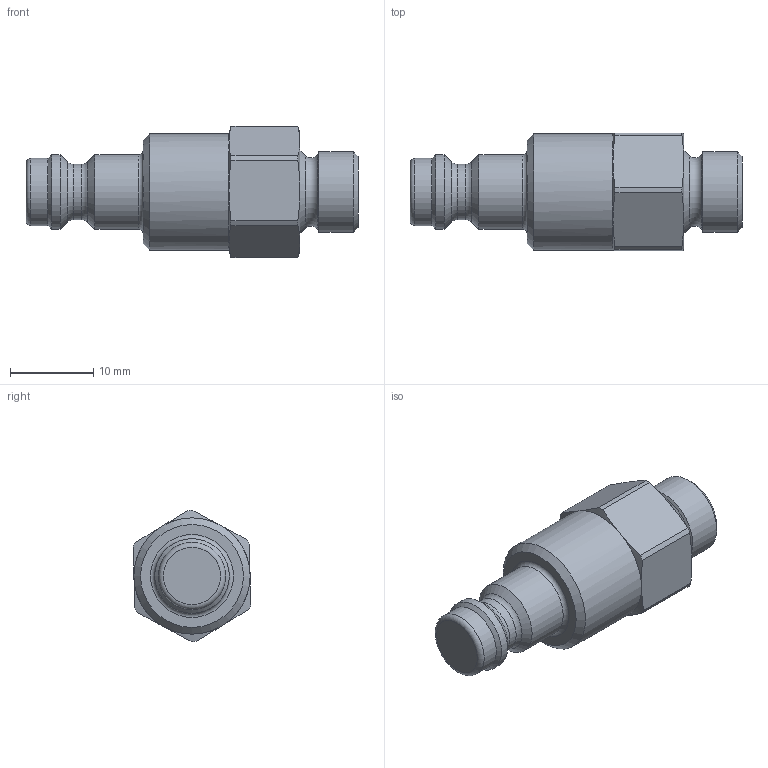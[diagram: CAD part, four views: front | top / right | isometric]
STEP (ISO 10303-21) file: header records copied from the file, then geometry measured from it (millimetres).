
FILE_DESCRIPTION((''),'2;1');
FILE_NAME('21sbaw10evx.stp','2012-12-06T09:47:31',('IA176480'),(''),'Autodesk Inventor 2011','Autodesk Inventor 2011','');
FILE_SCHEMA(('AUTOMOTIVE_DESIGN { 1 0 10303 214 1 1 1 1 }'));
Length unit declared in the file: millimetre
Products named in the file (1): D105249
Bounding box: 40 x 14.19 x 15.8 mm (x, y, z)
Volume: 4233.8 mm3; surface area: 2038.7 mm2
Topology: 1 solids, 3 shells, 56 faces, 120 edges, 71 vertices
Faces by surface type: cone 21, cylinder 16, plane 13, torus 6
Full cylindrical faces by diameter (mm): 6.7 x1, 8.1 x1, 9 x2, 9.728 x1, 10.939 x2, 12 x2, 14 x1
Entity records: 1399 total; most frequent: CARTESIAN_POINT 261, DIRECTION 234, ORIENTED_EDGE 180, AXIS2_PLACEMENT_3D 111, EDGE_CURVE 90, EDGE_LOOP 86, VERTEX_POINT 66, FACE_OUTER_BOUND 56
